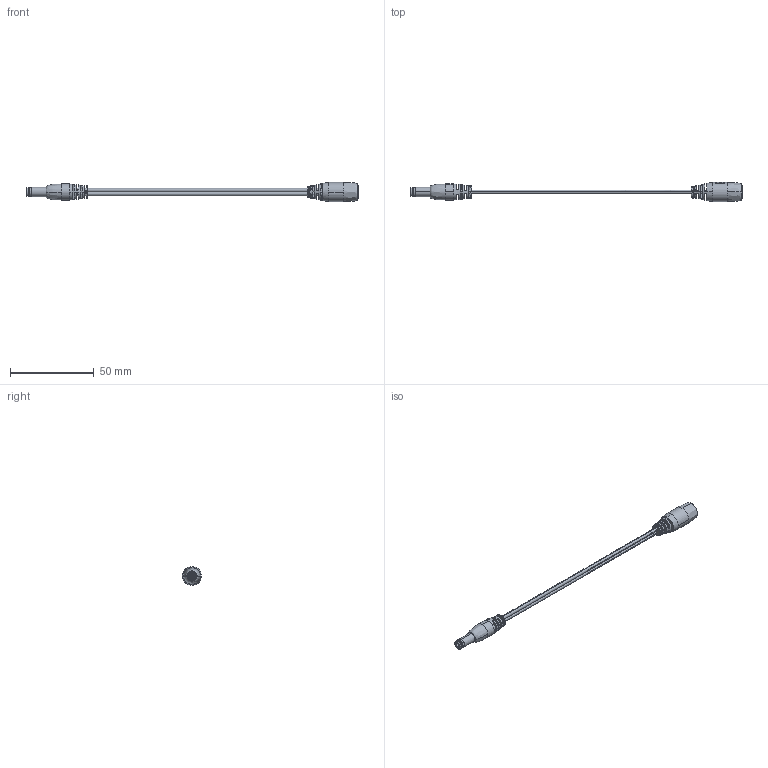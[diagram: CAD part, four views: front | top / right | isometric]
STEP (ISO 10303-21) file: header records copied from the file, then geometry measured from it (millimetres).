
FILE_DESCRIPTION (( 'STEP AP203' ), '1' );
FILE_NAME ('10-02397.STEP', '2016-11-29T19:37:22', ( '' ), ( '' ), 'SwSTEP 2.0', 'SolidWorks 2015', '' );
FILE_SCHEMA (( 'CONFIG_CONTROL_DESIGN' ));
Length unit declared in the file: millimetre
Products named in the file (13): 50-00027 pin; 24-00003; 24-00004; 50-00026 contact; 50-00026; 50-00027 shell; 30-00007_blunt cut; 50-00026 shell; 50-00027 contact; 50-00027; 50-00026 insulator; 10-02397; 50-00027 insulator
Assembly tree (12 placements, depth 3):
  10-02397
    30-00007_blunt cut
    24-00003
    24-00004
    50-00026
      50-00026 shell
      50-00026 contact
      50-00026 insulator
    50-00027
      50-00027 shell
      50-00027 insulator
      50-00027 pin
      50-00027 contact
Bounding box: 198.74 x 11.4 x 11.4 mm (x, y, z)
Volume: 5016.7 mm3; surface area: 20025.5 mm2
Topology: 100 solids, 100 shells, 1165 faces, 2712 edges, 1759 vertices
Faces by surface type: cylinder 481, plane 366, bspline 217, torus 60, cone 41
Entity records: 41228 total; most frequent: CARTESIAN_POINT 13921, ORIENTED_EDGE 5420, DIRECTION 5178, EDGE_CURVE 2710, AXIS2_PLACEMENT_3D 2184, VERTEX_POINT 1759, EDGE_LOOP 1375, CIRCLE 1219
